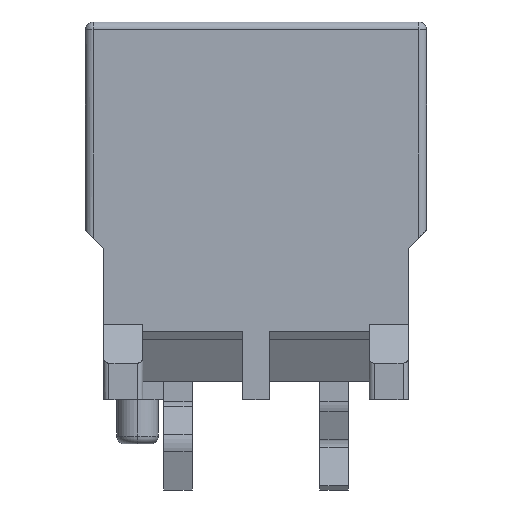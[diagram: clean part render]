
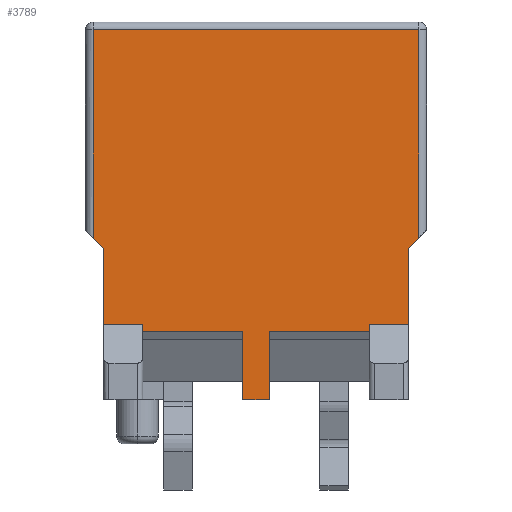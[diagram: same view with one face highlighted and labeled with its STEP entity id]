
A CAD part, front view. The second image highlights one B-rep face of the part: STEP entity #3789.
In plain terms, the highlighted planar face has unit normal (0, -1, 0).
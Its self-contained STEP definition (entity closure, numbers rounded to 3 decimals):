
#76=DIRECTION('',(0.,0.,-1.));
#77=VECTOR('',#76,8.);
#78=CARTESIAN_POINT('',(-6.25,-3.25,-0.3));
#79=LINE('',#78,#77);
#80=DIRECTION('',(-1.,0.,0.));
#81=VECTOR('',#80,12.5);
#82=CARTESIAN_POINT('',(6.25,-3.25,-0.3));
#83=LINE('',#82,#81);
#84=DIRECTION('',(0.,0.,1.));
#85=VECTOR('',#84,8.);
#86=CARTESIAN_POINT('',(6.25,-3.25,-8.3));
#87=LINE('',#86,#85);
#88=DIRECTION('',(0.707,0.,0.707));
#89=VECTOR('',#88,0.566);
#90=CARTESIAN_POINT('',(5.85,-3.25,-8.7));
#91=LINE('',#90,#89);
#92=DIRECTION('',(1.,0.,0.));
#93=VECTOR('',#92,1.5);
#94=CARTESIAN_POINT('',(4.35,-3.25,-11.6));
#95=LINE('',#94,#93);
#96=DIRECTION('',(0.,0.,1.));
#97=VECTOR('',#96,0.3);
#98=CARTESIAN_POINT('',(4.35,-3.25,-11.9));
#99=LINE('',#98,#97);
#100=DIRECTION('',(1.,0.,0.));
#101=VECTOR('',#100,3.85);
#102=CARTESIAN_POINT('',(0.5,-3.25,-11.9));
#103=LINE('',#102,#101);
#104=DIRECTION('',(0.,0.,1.));
#105=VECTOR('',#104,2.6);
#106=CARTESIAN_POINT('',(0.5,-3.25,-14.5));
#107=LINE('',#106,#105);
#108=DIRECTION('',(0.,0.,1.));
#109=VECTOR('',#108,2.6);
#110=CARTESIAN_POINT('',(-0.5,-3.25,-14.5));
#111=LINE('',#110,#109);
#112=DIRECTION('',(-1.,0.,0.));
#113=VECTOR('',#112,3.85);
#114=CARTESIAN_POINT('',(-0.5,-3.25,-11.9));
#115=LINE('',#114,#113);
#116=DIRECTION('',(0.,0.,1.));
#117=VECTOR('',#116,0.3);
#118=CARTESIAN_POINT('',(-4.35,-3.25,-11.9));
#119=LINE('',#118,#117);
#120=DIRECTION('',(-1.,0.,0.));
#121=VECTOR('',#120,1.5);
#122=CARTESIAN_POINT('',(-4.35,-3.25,-11.6));
#123=LINE('',#122,#121);
#124=DIRECTION('',(0.,0.,1.));
#125=VECTOR('',#124,2.9);
#126=CARTESIAN_POINT('',(-5.85,-3.25,-11.6));
#127=LINE('',#126,#125);
#128=DIRECTION('',(0.707,0.,-0.707));
#129=VECTOR('',#128,0.566);
#130=CARTESIAN_POINT('',(-6.25,-3.25,-8.3));
#131=LINE('',#130,#129);
#137=CARTESIAN_POINT('',(-6.25,-3.25,-8.3));
#508=DIRECTION('',(-1.,0.,0.));
#509=VECTOR('',#508,1.);
#510=CARTESIAN_POINT('',(0.5,-3.25,-14.5));
#511=LINE('',#510,#509);
#702=DIRECTION('',(0.,0.,1.));
#703=VECTOR('',#702,2.9);
#704=CARTESIAN_POINT('',(5.85,-3.25,-11.6));
#705=LINE('',#704,#703);
#961=CARTESIAN_POINT('',(6.25,-3.25,-8.3));
#3104=CARTESIAN_POINT('',(-5.85,-3.25,-11.6));
#3105=VERTEX_POINT('',#3104);
#3106=CARTESIAN_POINT('',(-4.35,-3.25,-11.6));
#3107=VERTEX_POINT('',#3106);
#3112=CARTESIAN_POINT('',(5.85,-3.25,-11.6));
#3113=VERTEX_POINT('',#3112);
#3114=CARTESIAN_POINT('',(4.35,-3.25,-11.6));
#3115=VERTEX_POINT('',#3114);
#3148=CARTESIAN_POINT('',(-4.35,-3.25,-11.9));
#3149=VERTEX_POINT('',#3148);
#3150=CARTESIAN_POINT('',(-0.5,-3.25,-11.9));
#3151=VERTEX_POINT('',#3150);
#3170=CARTESIAN_POINT('',(4.35,-3.25,-11.9));
#3171=VERTEX_POINT('',#3170);
#3174=CARTESIAN_POINT('',(0.5,-3.25,-11.9));
#3175=VERTEX_POINT('',#3174);
#3228=CARTESIAN_POINT('',(5.85,-3.25,-8.7));
#3229=VERTEX_POINT('',#3228);
#3230=CARTESIAN_POINT('',(-5.85,-3.25,-8.7));
#3231=VERTEX_POINT('',#3230);
#3237=CARTESIAN_POINT('',(-0.5,-3.25,-14.5));
#3239=VERTEX_POINT('',#3237);
#3241=CARTESIAN_POINT('',(0.5,-3.25,-14.5));
#3243=VERTEX_POINT('',#3241);
#3304=VERTEX_POINT('',#137);
#3308=CARTESIAN_POINT('',(-6.25,-3.25,-0.3));
#3309=VERTEX_POINT('',#3308);
#3312=CARTESIAN_POINT('',(6.25,-3.25,-0.3));
#3313=VERTEX_POINT('',#3312);
#3319=VERTEX_POINT('',#961);
#3751=CARTESIAN_POINT('',(-5.85,-3.25,0.));
#3752=DIRECTION('',(0.,-1.,0.));
#3753=DIRECTION('',(1.,0.,0.));
#3754=AXIS2_PLACEMENT_3D('',#3751,#3752,#3753);
#3755=PLANE('',#3754);
#3757=ORIENTED_EDGE('',*,*,#3756,.F.);
#3758=ORIENTED_EDGE('',*,*,#3741,.F.);
#3760=ORIENTED_EDGE('',*,*,#3759,.F.);
#3762=ORIENTED_EDGE('',*,*,#3761,.F.);
#3764=ORIENTED_EDGE('',*,*,#3763,.F.);
#3766=ORIENTED_EDGE('',*,*,#3765,.F.);
#3768=ORIENTED_EDGE('',*,*,#3767,.F.);
#3770=ORIENTED_EDGE('',*,*,#3769,.F.);
#3772=ORIENTED_EDGE('',*,*,#3771,.F.);
#3774=ORIENTED_EDGE('',*,*,#3773,.T.);
#3776=ORIENTED_EDGE('',*,*,#3775,.T.);
#3778=ORIENTED_EDGE('',*,*,#3777,.T.);
#3780=ORIENTED_EDGE('',*,*,#3779,.T.);
#3782=ORIENTED_EDGE('',*,*,#3781,.T.);
#3784=ORIENTED_EDGE('',*,*,#3783,.T.);
#3786=ORIENTED_EDGE('',*,*,#3785,.F.);
#3787=EDGE_LOOP('',(#3757,#3758,#3760,#3762,#3764,#3766,#3768,#3770,#3772,#3774,
#3776,#3778,#3780,#3782,#3784,#3786));
#3788=FACE_OUTER_BOUND('',#3787,.F.);
#3741=EDGE_CURVE('',#3313,#3309,#83,.T.);
#3756=EDGE_CURVE('',#3309,#3304,#79,.T.);
#3759=EDGE_CURVE('',#3319,#3313,#87,.T.);
#3761=EDGE_CURVE('',#3229,#3319,#91,.T.);
#3763=EDGE_CURVE('',#3113,#3229,#705,.T.);
#3765=EDGE_CURVE('',#3115,#3113,#95,.T.);
#3767=EDGE_CURVE('',#3171,#3115,#99,.T.);
#3769=EDGE_CURVE('',#3175,#3171,#103,.T.);
#3771=EDGE_CURVE('',#3243,#3175,#107,.T.);
#3773=EDGE_CURVE('',#3243,#3239,#511,.T.);
#3775=EDGE_CURVE('',#3239,#3151,#111,.T.);
#3777=EDGE_CURVE('',#3151,#3149,#115,.T.);
#3779=EDGE_CURVE('',#3149,#3107,#119,.T.);
#3781=EDGE_CURVE('',#3107,#3105,#123,.T.);
#3783=EDGE_CURVE('',#3105,#3231,#127,.T.);
#3785=EDGE_CURVE('',#3304,#3231,#131,.T.);
#3789=ADVANCED_FACE('',(#3788),#3755,.T.);
